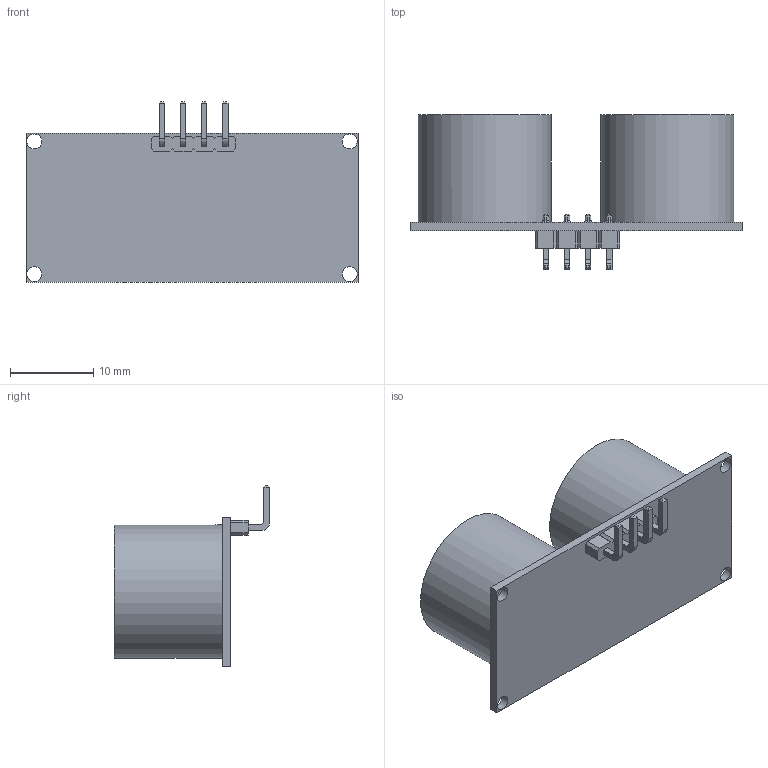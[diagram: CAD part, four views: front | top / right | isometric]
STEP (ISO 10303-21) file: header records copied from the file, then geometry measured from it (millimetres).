
FILE_DESCRIPTION(/* description */ (''),/* implementation_level */ '2;1');
FILE_NAME(/* name */ 'RCWL1601.step',/* time_stamp */ '2020-12-06T11:44:41-05:00',/* author */ (''),/* organization */ (''),/* preprocessor_version */ 'ST-DEVELOPER v18.1',/* originating_system */ 'Autodesk Translation Framework v9.3.0.1241',/* authorisation */ '');
FILE_SCHEMA (('AUTOMOTIVE_DESIGN { 1 0 10303 214 3 1 1 }'));
Length unit declared in the file: millimetre
Products named in the file (1): RCWL1601
Bounding box: 40 x 18.68 x 21.8 mm (x, y, z)
Volume: 5989.7 mm3; surface area: 3001.6 mm2
Topology: 1 solids, 1 shells, 185 faces, 452 edges, 280 vertices
Faces by surface type: plane 115, cylinder 54, torus 16
Full cylindrical faces by diameter (mm): 1.8 x4, 16 x2
Entity records: 5476 total; most frequent: DIRECTION 948, CARTESIAN_POINT 918, ORIENTED_EDGE 904, EDGE_CURVE 452, LINE 328, VECTOR 328, AXIS2_PLACEMENT_3D 310, VERTEX_POINT 280
